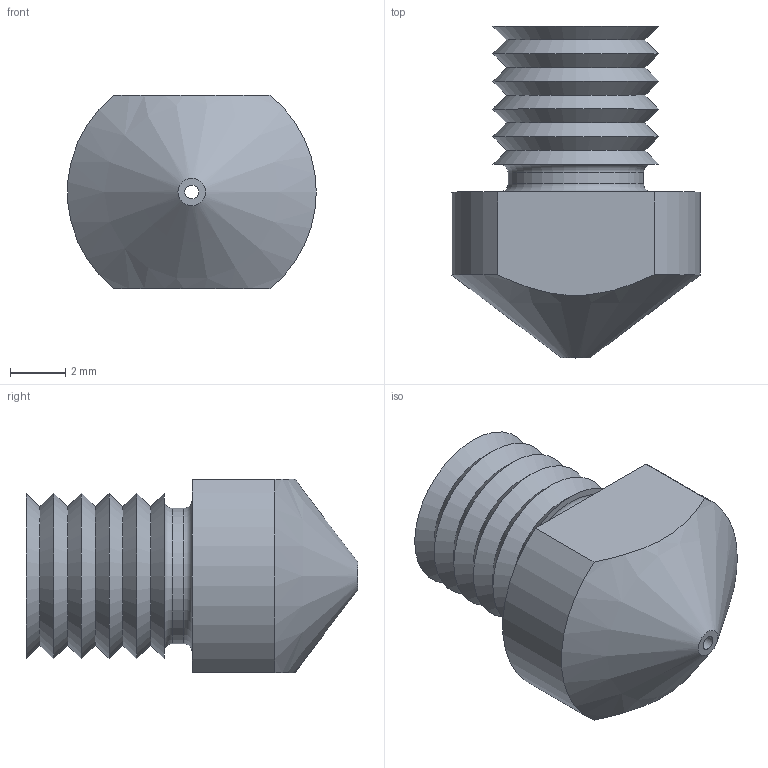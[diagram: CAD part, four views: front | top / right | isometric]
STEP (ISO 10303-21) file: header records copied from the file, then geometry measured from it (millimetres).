
FILE_DESCRIPTION(('FreeCAD Model'),'2;1');
FILE_NAME('Nozzle.step', '2015-10-12T11:35:12',('Author'),(''), 'Open CASCADE STEP processor 6.7','FreeCAD','Unknown');
FILE_SCHEMA(('AUTOMOTIVE_DESIGN_CC2 { 1 2 10303 214 -1 1 5 4 }'));
Length unit declared in the file: millimetre
Products named in the file (2): ASSEMBLY; Pocket
Assembly tree (1 placements, depth 2):
  ASSEMBLY
    Pocket
Bounding box: 8.99 x 12 x 7 mm (x, y, z)
Volume: 298.6 mm3; surface area: 461.4 mm2
Topology: 1 solids, 1 shells, 26 faces, 52 edges, 30 vertices
Faces by surface type: cone 12, plane 6, cylinder 6, torus 2
Full cylindrical faces by diameter (mm): 0.5 x1, 3.2 x1, 4.9 x1
Entity records: 1397 total; most frequent: CARTESIAN_POINT 244, DIRECTION 230, ORIENTED_EDGE 104, PCURVE 104, DEFINITIONAL_REPRESENTATION 104, LINE 104, VECTOR 104, AXIS2_PLACEMENT_3D 58
